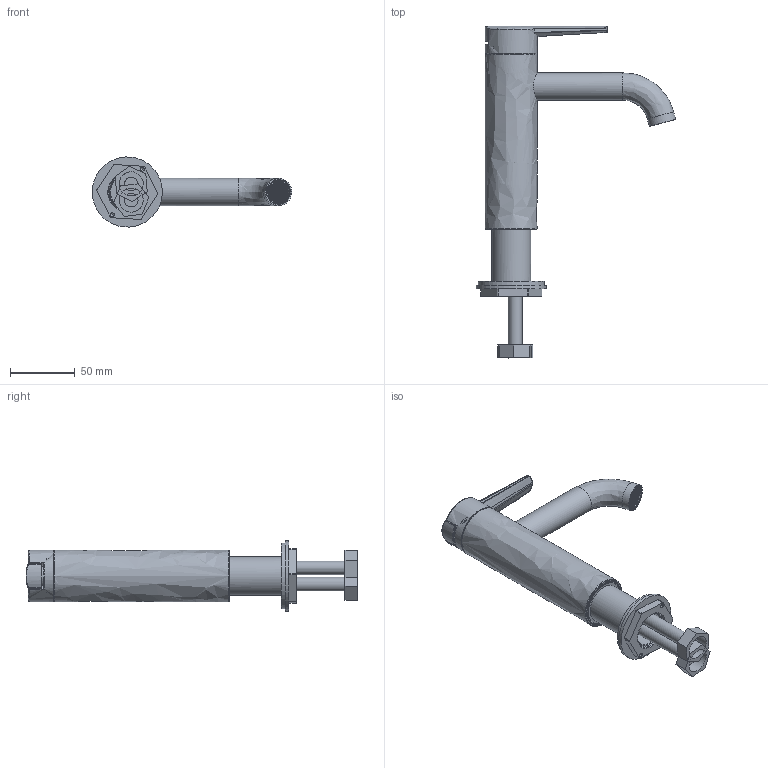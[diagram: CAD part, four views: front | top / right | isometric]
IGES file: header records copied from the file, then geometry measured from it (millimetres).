
Global section: file name: T2010-CTL; native system: Autodesk Inventor 2020; preprocessor: unknown; author: camerond; date: 20221207.083543; units: millimetre
Bounding box: 153.47 x 255.53 x 53.93 mm (x, y, z)
Volume: 213628.2 mm3; surface area: 109580.8 mm2
Topology: 29 solids, 31 shells, 2923 faces, 7368 edges, 4597 vertices
Faces by surface type: bspline 2923
